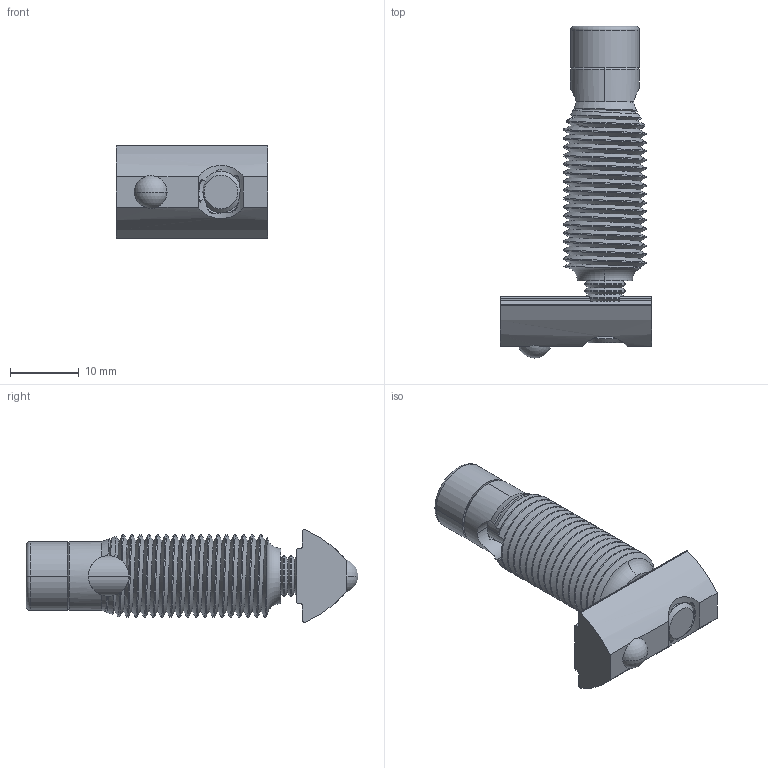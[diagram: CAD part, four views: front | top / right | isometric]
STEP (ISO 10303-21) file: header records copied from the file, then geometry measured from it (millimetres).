
FILE_DESCRIPTION (( 'STEP AP203' ), '1' );
FILE_NAME ('3704.008.001.STEP', '2024-06-20T02:12:30', ( '' ), ( '' ), 'SwSTEP 2.0', 'SolidWorks 2023', '' );
FILE_SCHEMA (( 'CONFIG_CONTROL_DESIGN' ));
Length unit declared in the file: millimetre
Products named in the file (8): D5弹珠; socket head cap screw_din_DIN 912 M6 x 40 --- 24S; 3704.000.001; 2209.008.404; 3704.008.001; D5弹簧; 2209.008
Assembly tree (7 placements, depth 4):
  3704.008.001
    3704.000.001
    socket head cap screw_din_DIN 912 M6 x 40 --- 24S
    2209.008.404
      2209.008
        2209.008
        D5弹簧
        D5弹珠
Bounding box: 22 x 48.23 x 13.45 mm (x, y, z)
Volume: 4481.7 mm3; surface area: 4989.1 mm2
Topology: 5 solids, 5 shells, 332 faces, 906 edges, 576 vertices
Faces by surface type: cylinder 129, cone 117, plane 53, bspline 23, torus 6, sphere 4
Entity records: 26485 total; most frequent: CARTESIAN_POINT 17659, ORIENTED_EDGE 1790, DIRECTION 1651, EDGE_CURVE 895, AXIS2_PLACEMENT_3D 665, VERTEX_POINT 571, CIRCLE 344, EDGE_LOOP 338
